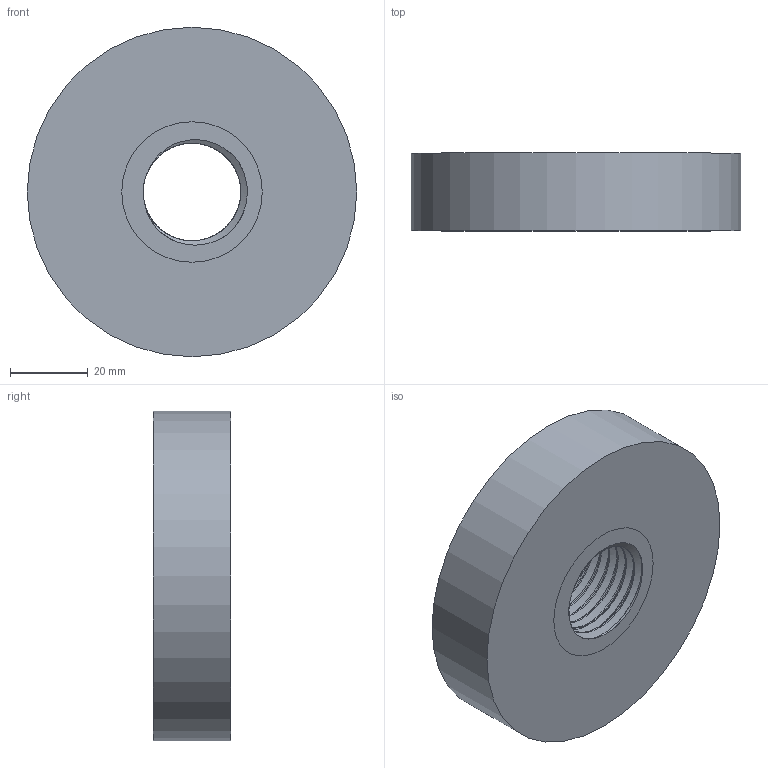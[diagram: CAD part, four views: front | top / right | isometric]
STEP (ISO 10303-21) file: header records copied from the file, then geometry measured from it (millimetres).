
FILE_DESCRIPTION(/* description */ (''),/* implementation_level */ '2;1');
FILE_NAME(/* name */ 'ring_v1.step',/* time_stamp */ '2025-03-29T15:10:52+01:00',/* author */ (''),/* organization */ (''),/* preprocessor_version */ 'ST-DEVELOPER v20.1',/* originating_system */ 'Autodesk Translation Framework v14.4.0.0',/* authorisation */ '');
FILE_SCHEMA (('AUTOMOTIVE_DESIGN { 1 0 10303 214 3 1 1 }'));
Length unit declared in the file: millimetre
Products named in the file (1): ring
Bounding box: 84.85 x 20 x 84.85 mm (x, y, z)
Volume: 103881.2 mm3; surface area: 20445 mm2
Topology: 2 solids, 2 shells, 30 faces, 78 edges, 52 vertices
Faces by surface type: cylinder 22, bspline 4, plane 4
Full cylindrical faces by diameter (mm): 25.157 x7, 28.5 x7, 36.162 x1, 84.853 x1
Entity records: 3799 total; most frequent: CARTESIAN_POINT 3107, ORIENTED_EDGE 156, DIRECTION 96, EDGE_CURVE 78, VERTEX_POINT 52, B_SPLINE_CURVE_WITH_KNOTS 48, AXIS2_PLACEMENT_3D 39, EDGE_LOOP 34
